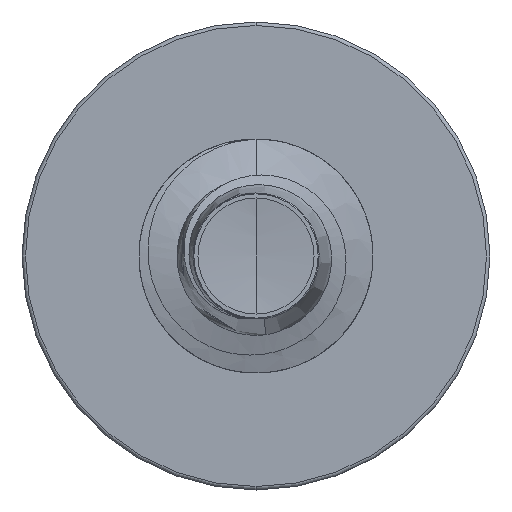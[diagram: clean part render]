
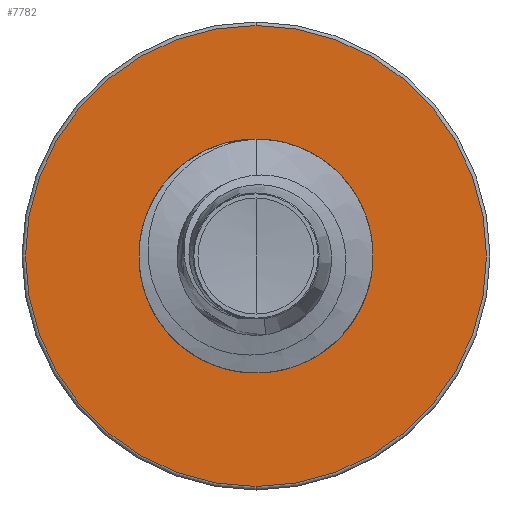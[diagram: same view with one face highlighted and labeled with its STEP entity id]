
A CAD part, front view. The second image highlights one B-rep face of the part: STEP entity #7782.
In plain terms, the highlighted planar face has unit normal (0, -1, 0).
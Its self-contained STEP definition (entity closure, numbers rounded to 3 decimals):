
#301 = CIRCLE ( 'NONE', #5980, 4.925 ) ;
#389 = EDGE_CURVE ( 'NONE', #21161, #16989, #12841, .T. ) ;
#3131 = AXIS2_PLACEMENT_3D ( 'NONE', #9815, #25281, #12520 ) ;
#5056 = AXIS2_PLACEMENT_3D ( 'NONE', #21670, #7456, #23667 ) ;
#5823 = DIRECTION ( 'NONE',  ( 0., 1., 0. ) ) ;
#5980 = AXIS2_PLACEMENT_3D ( 'NONE', #20653, #5823, #22591 ) ;
#7456 = DIRECTION ( 'NONE',  ( 0., 1., 0. ) ) ;
#7775 = CARTESIAN_POINT ( 'NONE',  ( 0., 30., -4.925 ) ) ;
#7782 = ADVANCED_FACE ( 'NONE', ( #8966, #9865 ), #24208, .F. ) ;
#8966 = FACE_OUTER_BOUND ( 'NONE', #20714, .T. ) ;
#9815 = CARTESIAN_POINT ( 'NONE',  ( 0., 30., 0. ) ) ;
#9865 = FACE_BOUND ( 'NONE', #18451, .T. ) ;
#10973 = DIRECTION ( 'NONE',  ( 0., 0., 1. ) ) ;
#11020 = DIRECTION ( 'NONE',  ( 0., 1., 0. ) ) ;
#11026 = CARTESIAN_POINT ( 'NONE',  ( 0., 30., 0. ) ) ;
#11054 = DIRECTION ( 'NONE',  ( 0., 1., 0. ) ) ;
#12316 = CARTESIAN_POINT ( 'NONE',  ( 0., 30., 2.415 ) ) ;
#12520 = DIRECTION ( 'NONE',  ( 0., 0., 1. ) ) ;
#12841 = CIRCLE ( 'NONE', #22496, 2.415 ) ;
#12918 = ORIENTED_EDGE ( 'NONE', *, *, #30170, .F. ) ;
#15452 = AXIS2_PLACEMENT_3D ( 'NONE', #20267, #11054, #26154 ) ;
#16989 = VERTEX_POINT ( 'NONE', #12316 ) ;
#18451 = EDGE_LOOP ( 'NONE', ( #24287, #29344 ) ) ;
#19024 = ORIENTED_EDGE ( 'NONE', *, *, #23854, .F. ) ;
#19569 = CIRCLE ( 'NONE', #5056, 4.925 ) ;
#20267 = CARTESIAN_POINT ( 'NONE',  ( 0., 30., -2.415 ) ) ;
#20653 = CARTESIAN_POINT ( 'NONE',  ( 0., 30., 0. ) ) ;
#20714 = EDGE_LOOP ( 'NONE', ( #12918, #19024 ) ) ;
#20932 = CARTESIAN_POINT ( 'NONE',  ( 0., 30., 4.925 ) ) ;
#21161 = VERTEX_POINT ( 'NONE', #23181 ) ;
#21670 = CARTESIAN_POINT ( 'NONE',  ( 0., 30., 0. ) ) ;
#22496 = AXIS2_PLACEMENT_3D ( 'NONE', #11026, #11020, #10973 ) ;
#22591 = DIRECTION ( 'NONE',  ( 0., 0., 1. ) ) ;
#23181 = CARTESIAN_POINT ( 'NONE',  ( 0., 30., -2.415 ) ) ;
#23667 = DIRECTION ( 'NONE',  ( 0., 0., 1. ) ) ;
#23854 = EDGE_CURVE ( 'NONE', #27987, #29411, #19569, .T. ) ;
#24208 = PLANE ( 'NONE',  #15452 ) ;
#24287 = ORIENTED_EDGE ( 'NONE', *, *, #25853, .T. ) ;
#25281 = DIRECTION ( 'NONE',  ( 0., 1., 0. ) ) ;
#25853 = EDGE_CURVE ( 'NONE', #16989, #21161, #29800, .T. ) ;
#26154 = DIRECTION ( 'NONE',  ( 0., 0., 1. ) ) ;
#27987 = VERTEX_POINT ( 'NONE', #7775 ) ;
#29344 = ORIENTED_EDGE ( 'NONE', *, *, #389, .T. ) ;
#29411 = VERTEX_POINT ( 'NONE', #20932 ) ;
#29800 = CIRCLE ( 'NONE', #3131, 2.415 ) ;
#30170 = EDGE_CURVE ( 'NONE', #29411, #27987, #301, .T. ) ;
